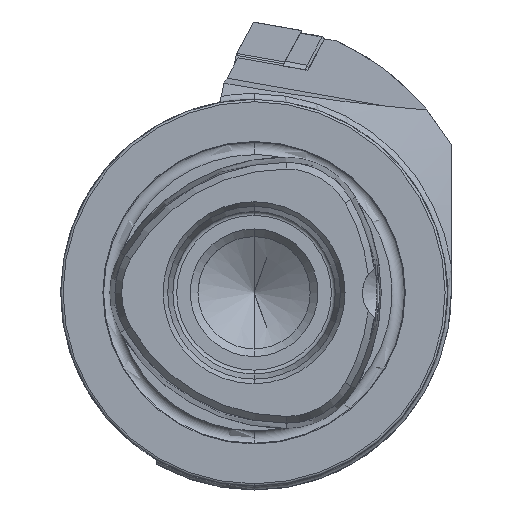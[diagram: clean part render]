
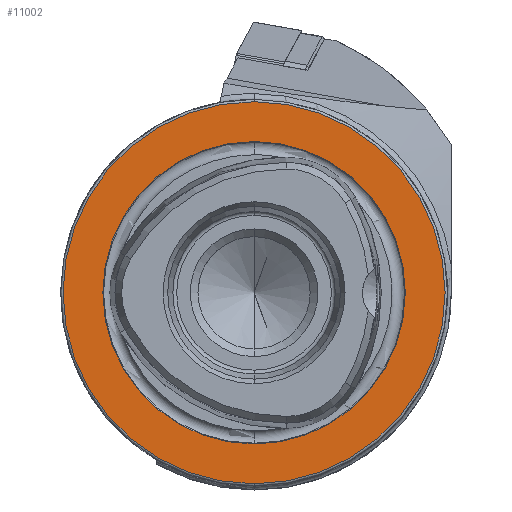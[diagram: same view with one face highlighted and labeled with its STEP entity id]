
A CAD part, left-side view. The second image highlights one B-rep face of the part: STEP entity #11002.
In plain terms, the highlighted planar face has unit normal (-1, 0, 0).
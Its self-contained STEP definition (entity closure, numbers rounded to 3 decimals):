
#580 = ORIENTED_EDGE ( 'NONE', *, *, #10369, .F. ) ;
#581 = ORIENTED_EDGE ( 'NONE', *, *, #3538, .F. ) ;
#582 = ORIENTED_EDGE ( 'NONE', *, *, #3534, .T. ) ;
#583 = ORIENTED_EDGE ( 'NONE', *, *, #10370, .T. ) ;
#1310 = VERTEX_POINT ( 'NONE', #4600 ) ;
#1312 = VERTEX_POINT ( 'NONE', #4602 ) ;
#1314 = VERTEX_POINT ( 'NONE', #4604 ) ;
#1315 = VERTEX_POINT ( 'NONE', #1415 ) ;
#1415 = CARTESIAN_POINT ( 'NONE',  ( 0., 0., -24.7 ) ) ;
#2007 = CIRCLE ( 'NONE', #3204, 19.55 ) ;
#2008 = CIRCLE ( 'NONE', #3205, 24.7 ) ;
#2438 = FACE_BOUND ( 'NONE', #10908, .T. ) ;
#2446 = FACE_OUTER_BOUND ( 'NONE', #10907, .T. ) ;
#3204 = AXIS2_PLACEMENT_3D ( 'NONE', #9995, #9996, #9997 ) ;
#3205 = AXIS2_PLACEMENT_3D ( 'NONE', #4626, #4627, #4628 ) ;
#3284 = AXIS2_PLACEMENT_3D ( 'NONE', #5600, #5605, #5606 ) ;
#3534 = EDGE_CURVE ( 'NONE', #1314, #1315, #7672, .T. ) ;
#3538 = EDGE_CURVE ( 'NONE', #1310, #1312, #7676, .T. ) ;
#4600 = CARTESIAN_POINT ( 'NONE',  ( 0., 0., -19.55 ) ) ;
#4602 = CARTESIAN_POINT ( 'NONE',  ( 0., 0., 19.55 ) ) ;
#4604 = CARTESIAN_POINT ( 'NONE',  ( 0., 0., 24.7 ) ) ;
#4626 = CARTESIAN_POINT ( 'NONE',  ( 0., 0., 0. ) ) ;
#4627 = DIRECTION ( 'NONE',  ( -1., 0., 0. ) ) ;
#4628 = DIRECTION ( 'NONE',  ( 0., 0., 1. ) ) ;
#5600 = CARTESIAN_POINT ( 'NONE',  ( 0., 19.55, 0. ) ) ;
#5603 = PLANE ( 'NONE',  #3284 ) ;
#5605 = DIRECTION ( 'NONE',  ( 1., 0., 0. ) ) ;
#5606 = DIRECTION ( 'NONE',  ( 0., 0., -1. ) ) ;
#7206 = CARTESIAN_POINT ( 'NONE',  ( 0., 0., 0. ) ) ;
#7207 = DIRECTION ( 'NONE',  ( -1., 0., 0. ) ) ;
#7208 = DIRECTION ( 'NONE',  ( 0., 0., 1. ) ) ;
#7220 = CARTESIAN_POINT ( 'NONE',  ( 0., 0., 0. ) ) ;
#7221 = DIRECTION ( 'NONE',  ( -1., 0., 0. ) ) ;
#7222 = DIRECTION ( 'NONE',  ( 0., 0., 1. ) ) ;
#7672 = CIRCLE ( 'NONE', #10717, 24.7 ) ;
#7676 = CIRCLE ( 'NONE', #10720, 19.55 ) ;
#9995 = CARTESIAN_POINT ( 'NONE',  ( 0., 0., 0. ) ) ;
#9996 = DIRECTION ( 'NONE',  ( -1., 0., 0. ) ) ;
#9997 = DIRECTION ( 'NONE',  ( 0., 0., 1. ) ) ;
#10369 = EDGE_CURVE ( 'NONE', #1312, #1310, #2007, .T. ) ;
#10370 = EDGE_CURVE ( 'NONE', #1315, #1314, #2008, .T. ) ;
#10717 = AXIS2_PLACEMENT_3D ( 'NONE', #7206, #7207, #7208 ) ;
#10720 = AXIS2_PLACEMENT_3D ( 'NONE', #7220, #7221, #7222 ) ;
#10907 = EDGE_LOOP ( 'NONE', ( #582, #583 ) ) ;
#10908 = EDGE_LOOP ( 'NONE', ( #580, #581 ) ) ;
#11002 = ADVANCED_FACE ( 'NONE', ( #2438, #2446 ), #5603, .F. ) ;
